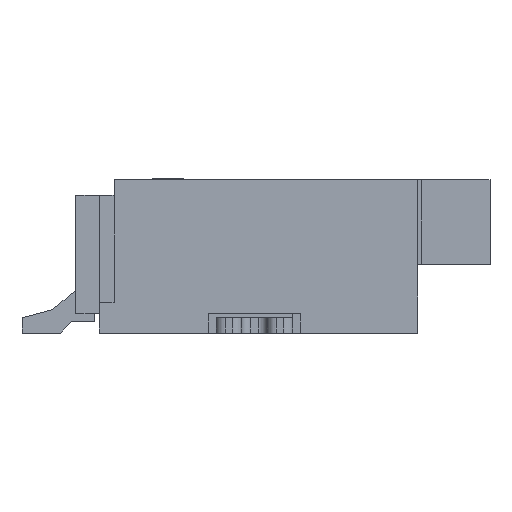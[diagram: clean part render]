
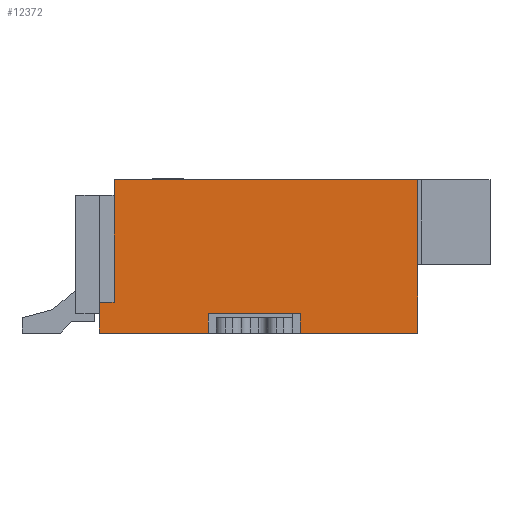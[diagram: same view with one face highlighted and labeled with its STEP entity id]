
A CAD part, left-side view. The second image highlights one B-rep face of the part: STEP entity #12372.
In plain terms, the highlighted planar face has unit normal (-1, 0, 0).
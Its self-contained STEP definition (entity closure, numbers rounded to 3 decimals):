
#1265 = DIRECTION ( 'NONE',  ( 0., 0., -1. ) ) ;
#1268 = EDGE_CURVE ( 'NONE', #2743, #25014, #21687, .T. ) ;
#1332 = ORIENTED_EDGE ( 'NONE', *, *, #1268, .T. ) ;
#1681 = VECTOR ( 'NONE', #34101, 1000. ) ;
#2255 = CARTESIAN_POINT ( 'NONE',  ( -4.45, 1.85, 0. ) ) ;
#2743 = VERTEX_POINT ( 'NONE', #32715 ) ;
#4332 = ORIENTED_EDGE ( 'NONE', *, *, #35885, .F. ) ;
#4431 = CARTESIAN_POINT ( 'NONE',  ( -4.45, -0.58, -1.75 ) ) ;
#4467 = LINE ( 'NONE', #4670, #1681 ) ;
#4670 = CARTESIAN_POINT ( 'NONE',  ( -4.45, 2.04, -2. ) ) ;
#5660 = CARTESIAN_POINT ( 'NONE',  ( -4.45, 2.04, -2. ) ) ;
#6055 = LINE ( 'NONE', #15799, #14783 ) ;
#6601 = EDGE_LOOP ( 'NONE', ( #12195, #11257, #17835, #7157, #14660, #1332, #13597, #4332, #11515, #39352 ) ) ;
#6680 = EDGE_CURVE ( 'NONE', #25014, #39756, #10375, .T. ) ;
#7157 = ORIENTED_EDGE ( 'NONE', *, *, #24073, .F. ) ;
#8347 = CARTESIAN_POINT ( 'NONE',  ( -4.45, -0.58, -2. ) ) ;
#8429 = VECTOR ( 'NONE', #35090, 1000. ) ;
#10375 = LINE ( 'NONE', #4431, #19738 ) ;
#10411 = DIRECTION ( 'NONE',  ( 0., 0., 1. ) ) ;
#10545 = DIRECTION ( 'NONE',  ( 0., 0., 1. ) ) ;
#11257 = ORIENTED_EDGE ( 'NONE', *, *, #30786, .T. ) ;
#11515 = ORIENTED_EDGE ( 'NONE', *, *, #29961, .F. ) ;
#11652 = EDGE_CURVE ( 'NONE', #34618, #16178, #30443, .T. ) ;
#12176 = LINE ( 'NONE', #18342, #25891 ) ;
#12195 = ORIENTED_EDGE ( 'NONE', *, *, #11652, .F. ) ;
#12372 = ADVANCED_FACE ( 'NONE', ( #29268 ), #13594, .F. ) ;
#12616 = DIRECTION ( 'NONE',  ( 0., 1., 0. ) ) ;
#12672 = DIRECTION ( 'NONE',  ( 0., 1., 0. ) ) ;
#13594 = PLANE ( 'NONE',  #15869 ) ;
#13597 = ORIENTED_EDGE ( 'NONE', *, *, #6680, .T. ) ;
#13704 = VECTOR ( 'NONE', #38398, 1000. ) ;
#14224 = CARTESIAN_POINT ( 'NONE',  ( -4.45, 2.04, -1.6 ) ) ;
#14229 = CARTESIAN_POINT ( 'NONE',  ( -4.45, 0.62, -2. ) ) ;
#14660 = ORIENTED_EDGE ( 'NONE', *, *, #27069, .F. ) ;
#14711 = VERTEX_POINT ( 'NONE', #35764 ) ;
#14783 = VECTOR ( 'NONE', #12616, 1000. ) ;
#15521 = CARTESIAN_POINT ( 'NONE',  ( -4.45, -2.11, -2. ) ) ;
#15740 = LINE ( 'NONE', #15521, #38158 ) ;
#15786 = VERTEX_POINT ( 'NONE', #14229 ) ;
#15799 = CARTESIAN_POINT ( 'NONE',  ( -4.45, 2.04, -2. ) ) ;
#15869 = AXIS2_PLACEMENT_3D ( 'NONE', #26498, #39426, #10411 ) ;
#15958 = VERTEX_POINT ( 'NONE', #37692 ) ;
#16178 = VERTEX_POINT ( 'NONE', #2255 ) ;
#16978 = CARTESIAN_POINT ( 'NONE',  ( -4.45, 0.62, -1.75 ) ) ;
#17835 = ORIENTED_EDGE ( 'NONE', *, *, #24488, .F. ) ;
#18342 = CARTESIAN_POINT ( 'NONE',  ( -4.45, 2.04, 0. ) ) ;
#18612 = LINE ( 'NONE', #28346, #25405 ) ;
#19738 = VECTOR ( 'NONE', #1265, 1000. ) ;
#20109 = CARTESIAN_POINT ( 'NONE',  ( -4.45, 1.85, -1.6 ) ) ;
#20179 = LINE ( 'NONE', #16978, #22417 ) ;
#20567 = CARTESIAN_POINT ( 'NONE',  ( -4.45, 1.85, -1.6 ) ) ;
#21687 = LINE ( 'NONE', #34575, #13704 ) ;
#22417 = VECTOR ( 'NONE', #32444, 1000. ) ;
#22555 = VERTEX_POINT ( 'NONE', #14224 ) ;
#22580 = VECTOR ( 'NONE', #10545, 1000. ) ;
#24073 = EDGE_CURVE ( 'NONE', #15786, #14711, #4467, .T. ) ;
#24488 = EDGE_CURVE ( 'NONE', #14711, #22555, #28549, .T. ) ;
#25014 = VERTEX_POINT ( 'NONE', #31344 ) ;
#25405 = VECTOR ( 'NONE', #12672, 1000. ) ;
#25891 = VECTOR ( 'NONE', #31232, 1000. ) ;
#26498 = CARTESIAN_POINT ( 'NONE',  ( -4.45, 0., 0. ) ) ;
#27069 = EDGE_CURVE ( 'NONE', #2743, #15786, #20179, .T. ) ;
#27278 = VERTEX_POINT ( 'NONE', #34737 ) ;
#28211 = EDGE_CURVE ( 'NONE', #16178, #15958, #12176, .T. ) ;
#28346 = CARTESIAN_POINT ( 'NONE',  ( -4.45, 0., -1.6 ) ) ;
#28454 = DIRECTION ( 'NONE',  ( 0., 0., -1. ) ) ;
#28549 = LINE ( 'NONE', #5660, #8429 ) ;
#29268 = FACE_OUTER_BOUND ( 'NONE', #6601, .T. ) ;
#29961 = EDGE_CURVE ( 'NONE', #15958, #27278, #15740, .T. ) ;
#30443 = LINE ( 'NONE', #20109, #22580 ) ;
#30786 = EDGE_CURVE ( 'NONE', #34618, #22555, #18612, .T. ) ;
#31232 = DIRECTION ( 'NONE',  ( 0., -1., 0. ) ) ;
#31344 = CARTESIAN_POINT ( 'NONE',  ( -4.45, -0.58, -1.75 ) ) ;
#32444 = DIRECTION ( 'NONE',  ( 0., 0., -1. ) ) ;
#32715 = CARTESIAN_POINT ( 'NONE',  ( -4.45, 0.62, -1.75 ) ) ;
#34101 = DIRECTION ( 'NONE',  ( 0., 1., 0. ) ) ;
#34575 = CARTESIAN_POINT ( 'NONE',  ( -4.45, 0., -1.75 ) ) ;
#34618 = VERTEX_POINT ( 'NONE', #20567 ) ;
#34737 = CARTESIAN_POINT ( 'NONE',  ( -4.45, -2.11, -2. ) ) ;
#35090 = DIRECTION ( 'NONE',  ( 0., 0., 1. ) ) ;
#35764 = CARTESIAN_POINT ( 'NONE',  ( -4.45, 2.04, -2. ) ) ;
#35885 = EDGE_CURVE ( 'NONE', #27278, #39756, #6055, .T. ) ;
#37692 = CARTESIAN_POINT ( 'NONE',  ( -4.45, -2.11, 0. ) ) ;
#38158 = VECTOR ( 'NONE', #28454, 1000. ) ;
#38398 = DIRECTION ( 'NONE',  ( 0., -1., 0. ) ) ;
#39352 = ORIENTED_EDGE ( 'NONE', *, *, #28211, .F. ) ;
#39426 = DIRECTION ( 'NONE',  ( 1., 0., 0. ) ) ;
#39756 = VERTEX_POINT ( 'NONE', #8347 ) ;
